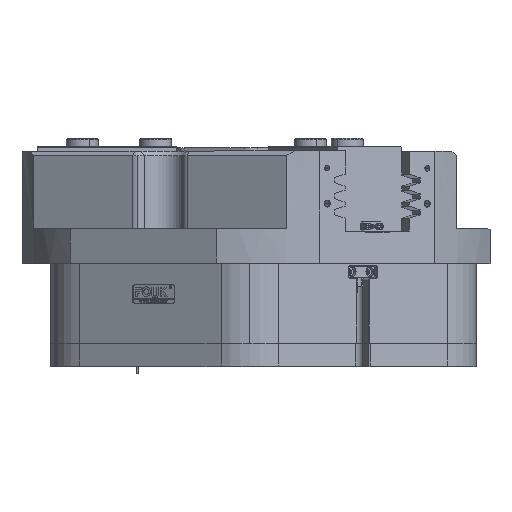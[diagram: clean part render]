
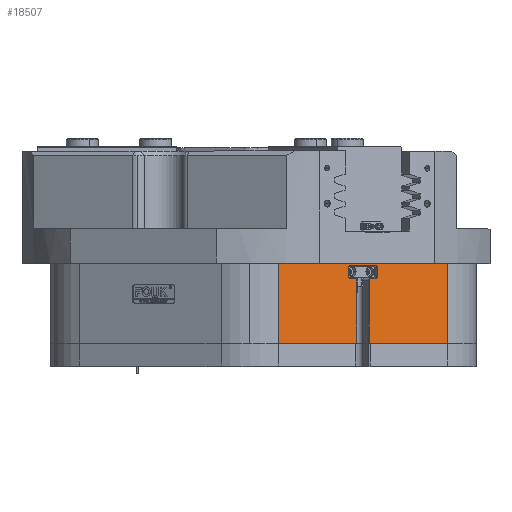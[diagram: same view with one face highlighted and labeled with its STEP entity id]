
A CAD part, top view. The second image highlights one B-rep face of the part: STEP entity #18507.
In plain terms, the highlighted planar face has unit normal (0.5, 0, 0.866).
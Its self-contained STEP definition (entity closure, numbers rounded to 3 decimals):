
#72 = CARTESIAN_POINT ( 'NONE',  ( 84.072, 56.7, 161.617 ) ) ;
#114 = DIRECTION ( 'NONE',  ( -0.866, 0., 0.5 ) ) ;
#203 = CARTESIAN_POINT ( 'NONE',  ( 103.817, 66., 150.217 ) ) ;
#325 = VERTEX_POINT ( 'NONE', #47317 ) ;
#367 = DIRECTION ( 'NONE',  ( 0., 1., 0. ) ) ;
#435 = ORIENTED_EDGE ( 'NONE', *, *, #10328, .T. ) ;
#529 = LINE ( 'NONE', #43113, #27617 ) ;
#638 = VECTOR ( 'NONE', #41903, 1000. ) ;
#735 = EDGE_CURVE ( 'NONE', #16474, #8980, #6238, .T. ) ;
#2266 = CARTESIAN_POINT ( 'NONE',  ( 364., 68.3, 0. ) ) ;
#2434 = ORIENTED_EDGE ( 'NONE', *, *, #23503, .F. ) ;
#2558 = VERTEX_POINT ( 'NONE', #31580 ) ;
#2562 = AXIS2_PLACEMENT_3D ( 'NONE', #7244, #29148, #7092 ) ;
#2655 = CARTESIAN_POINT ( 'NONE',  ( 96.456, 0., 154.467 ) ) ;
#3597 = CARTESIAN_POINT ( 'NONE',  ( 101.825, 66., 151.367 ) ) ;
#3882 = VECTOR ( 'NONE', #12528, 1000. ) ;
#3974 = LINE ( 'NONE', #18458, #17814 ) ;
#4228 = LINE ( 'NONE', #2655, #39893 ) ;
#4630 = CIRCLE ( 'NONE', #15560, 2.3 ) ;
#4647 = LINE ( 'NONE', #12511, #26539 ) ;
#4673 = DIRECTION ( 'NONE',  ( 0.866, 0., -0.5 ) ) ;
#4946 = CARTESIAN_POINT ( 'NONE',  ( 84.072, 55., 161.617 ) ) ;
#5986 = VERTEX_POINT ( 'NONE', #46968 ) ;
#6238 = CIRCLE ( 'NONE', #28628, 2.3 ) ;
#6497 = CARTESIAN_POINT ( 'NONE',  ( 97.928, 56.7, 153.617 ) ) ;
#7060 = VERTEX_POINT ( 'NONE', #38940 ) ;
#7092 = DIRECTION ( 'NONE',  ( 0.866, 0., -0.5 ) ) ;
#7146 = FACE_OUTER_BOUND ( 'NONE', #10863, .T. ) ;
#7244 = CARTESIAN_POINT ( 'NONE',  ( 80.175, 59., 163.867 ) ) ;
#8556 = DIRECTION ( 'NONE',  ( 0., -1., 0. ) ) ;
#8980 = VERTEX_POINT ( 'NONE', #31692 ) ;
#9120 = LINE ( 'NONE', #2266, #31535 ) ;
#9266 = DIRECTION ( 'NONE',  ( 0., -1., 0. ) ) ;
#9513 = CARTESIAN_POINT ( 'NONE',  ( 80.175, 66., 163.867 ) ) ;
#9819 = EDGE_CURVE ( 'NONE', #2558, #20649, #4228, .T. ) ;
#10091 = AXIS2_PLACEMENT_3D ( 'NONE', #4946, #42058, #27170 ) ;
#10202 = DIRECTION ( 'NONE',  ( -0.866, 0., 0.5 ) ) ;
#10295 = AXIS2_PLACEMENT_3D ( 'NONE', #11580, #15897, #4673 ) ;
#10328 = EDGE_CURVE ( 'NONE', #325, #7060, #18578, .T. ) ;
#10863 = EDGE_LOOP ( 'NONE', ( #28297, #33907, #28255, #40023, #28063, #21364, #435, #13196, #45580, #43046, #31080, #44613, #21473, #14124, #2434, #18209, #27563, #11728 ) ) ;
#10929 = LINE ( 'NONE', #21200, #11515 ) ;
#11515 = VECTOR ( 'NONE', #21361, 1000. ) ;
#11580 = CARTESIAN_POINT ( 'NONE',  ( 364., 70., 0. ) ) ;
#11728 = ORIENTED_EDGE ( 'NONE', *, *, #38345, .T. ) ;
#11739 = PLANE ( 'NONE',  #10295 ) ;
#12271 = VERTEX_POINT ( 'NONE', #16679 ) ;
#12511 = CARTESIAN_POINT ( 'NONE',  ( 85.544, 55., 160.767 ) ) ;
#12517 = LINE ( 'NONE', #31036, #3882 ) ;
#12528 = DIRECTION ( 'NONE',  ( -0.866, 0., 0.5 ) ) ;
#12540 = VERTEX_POINT ( 'NONE', #12627 ) ;
#12627 = CARTESIAN_POINT ( 'NONE',  ( 97.928, 56.7, 153.617 ) ) ;
#12689 = CARTESIAN_POINT ( 'NONE',  ( 101.825, 68.3, 151.367 ) ) ;
#13196 = ORIENTED_EDGE ( 'NONE', *, *, #39403, .T. ) ;
#13434 = AXIS2_PLACEMENT_3D ( 'NONE', #9513, #17199, #21117 ) ;
#14124 = ORIENTED_EDGE ( 'NONE', *, *, #9819, .T. ) ;
#14820 = DIRECTION ( 'NONE',  ( -0.5, 0., -0.866 ) ) ;
#14839 = VECTOR ( 'NONE', #367, 1000. ) ;
#14989 = DIRECTION ( 'NONE',  ( 0.866, 0., -0.5 ) ) ;
#15508 = LINE ( 'NONE', #22988, #30501 ) ;
#15560 = AXIS2_PLACEMENT_3D ( 'NONE', #3597, #14820, #14989 ) ;
#15897 = DIRECTION ( 'NONE',  ( 0.5, 0., 0.866 ) ) ;
#16474 = VERTEX_POINT ( 'NONE', #37083 ) ;
#16679 = CARTESIAN_POINT ( 'NONE',  ( 17., 70., 200.341 ) ) ;
#17040 = DIRECTION ( 'NONE',  ( 0.866, 0., -0.5 ) ) ;
#17043 = CARTESIAN_POINT ( 'NONE',  ( 97.928, 55., 153.617 ) ) ;
#17199 = DIRECTION ( 'NONE',  ( -0.5, 0., -0.866 ) ) ;
#17750 = CIRCLE ( 'NONE', #10091, 1.7 ) ;
#17814 = VECTOR ( 'NONE', #114, 1000. ) ;
#18209 = ORIENTED_EDGE ( 'NONE', *, *, #41517, .T. ) ;
#18458 = CARTESIAN_POINT ( 'NONE',  ( 364., 70., 0. ) ) ;
#18507 = ADVANCED_FACE ( 'NONE', ( #7146 ), #11739, .T. ) ;
#18578 = CIRCLE ( 'NONE', #13434, 2.3 ) ;
#18661 = VERTEX_POINT ( 'NONE', #12689 ) ;
#19491 = CARTESIAN_POINT ( 'NONE',  ( 96.456, 0., 154.467 ) ) ;
#20054 = VERTEX_POINT ( 'NONE', #33596 ) ;
#20528 = EDGE_CURVE ( 'NONE', #18661, #39090, #4630, .T. ) ;
#20649 = VERTEX_POINT ( 'NONE', #19491 ) ;
#21117 = DIRECTION ( 'NONE',  ( 0.866, 0., -0.5 ) ) ;
#21200 = CARTESIAN_POINT ( 'NONE',  ( 165., 70., 114.893 ) ) ;
#21361 = DIRECTION ( 'NONE',  ( 0., 1., 0. ) ) ;
#21364 = ORIENTED_EDGE ( 'NONE', *, *, #22261, .T. ) ;
#21473 = ORIENTED_EDGE ( 'NONE', *, *, #46243, .T. ) ;
#21629 = EDGE_CURVE ( 'NONE', #20054, #12271, #3974, .T. ) ;
#22261 = EDGE_CURVE ( 'NONE', #43019, #325, #32139, .T. ) ;
#22827 = CARTESIAN_POINT ( 'NONE',  ( 101.825, 59., 151.367 ) ) ;
#22988 = CARTESIAN_POINT ( 'NONE',  ( 17., 70., 200.341 ) ) ;
#23503 = EDGE_CURVE ( 'NONE', #42404, #20649, #12517, .T. ) ;
#23617 = VERTEX_POINT ( 'NONE', #39044 ) ;
#24244 = CIRCLE ( 'NONE', #2562, 2.3 ) ;
#24648 = DIRECTION ( 'NONE',  ( 0.5, 0., 0.866 ) ) ;
#25523 = VECTOR ( 'NONE', #10202, 1000. ) ;
#26539 = VECTOR ( 'NONE', #35039, 1000. ) ;
#26846 = DIRECTION ( 'NONE',  ( -0.5, 0., -0.866 ) ) ;
#27170 = DIRECTION ( 'NONE',  ( 0.866, 0., -0.5 ) ) ;
#27563 = ORIENTED_EDGE ( 'NONE', *, *, #21629, .T. ) ;
#27617 = VECTOR ( 'NONE', #43598, 1000. ) ;
#28063 = ORIENTED_EDGE ( 'NONE', *, *, #37435, .T. ) ;
#28255 = ORIENTED_EDGE ( 'NONE', *, *, #42917, .T. ) ;
#28297 = ORIENTED_EDGE ( 'NONE', *, *, #42057, .F. ) ;
#28628 = AXIS2_PLACEMENT_3D ( 'NONE', #22827, #26846, #44489 ) ;
#29148 = DIRECTION ( 'NONE',  ( -0.5, 0., -0.866 ) ) ;
#29789 = EDGE_CURVE ( 'NONE', #39090, #16474, #37269, .T. ) ;
#30017 = LINE ( 'NONE', #31169, #638 ) ;
#30463 = CARTESIAN_POINT ( 'NONE',  ( 78.183, 66., 165.017 ) ) ;
#30501 = VECTOR ( 'NONE', #46102, 1000. ) ;
#31032 = VERTEX_POINT ( 'NONE', #32274 ) ;
#31036 = CARTESIAN_POINT ( 'NONE',  ( 364., 0., 0. ) ) ;
#31080 = ORIENTED_EDGE ( 'NONE', *, *, #735, .T. ) ;
#31169 = CARTESIAN_POINT ( 'NONE',  ( 80.175, 56.7, 163.867 ) ) ;
#31535 = VECTOR ( 'NONE', #17040, 1000. ) ;
#31580 = CARTESIAN_POINT ( 'NONE',  ( 96.456, 55., 154.467 ) ) ;
#31692 = CARTESIAN_POINT ( 'NONE',  ( 101.825, 56.7, 151.367 ) ) ;
#31864 = DIRECTION ( 'NONE',  ( 0.866, 0., -0.5 ) ) ;
#32139 = LINE ( 'NONE', #30463, #14839 ) ;
#32274 = CARTESIAN_POINT ( 'NONE',  ( 85.544, 55., 160.767 ) ) ;
#32425 = LINE ( 'NONE', #6497, #25523 ) ;
#32820 = EDGE_CURVE ( 'NONE', #8980, #12540, #32425, .T. ) ;
#33596 = CARTESIAN_POINT ( 'NONE',  ( 165., 70., 114.893 ) ) ;
#33825 = VECTOR ( 'NONE', #8556, 1000. ) ;
#33907 = ORIENTED_EDGE ( 'NONE', *, *, #37486, .T. ) ;
#35039 = DIRECTION ( 'NONE',  ( 0., 1., 0. ) ) ;
#37083 = CARTESIAN_POINT ( 'NONE',  ( 103.817, 59., 150.217 ) ) ;
#37269 = LINE ( 'NONE', #41510, #33825 ) ;
#37435 = EDGE_CURVE ( 'NONE', #5986, #43019, #24244, .T. ) ;
#37486 = EDGE_CURVE ( 'NONE', #40529, #31032, #4647, .T. ) ;
#38345 = EDGE_CURVE ( 'NONE', #12271, #23617, #15508, .T. ) ;
#38940 = CARTESIAN_POINT ( 'NONE',  ( 80.175, 68.3, 163.867 ) ) ;
#39044 = CARTESIAN_POINT ( 'NONE',  ( 17., 0., 200.341 ) ) ;
#39090 = VERTEX_POINT ( 'NONE', #203 ) ;
#39403 = EDGE_CURVE ( 'NONE', #7060, #18661, #9120, .T. ) ;
#39893 = VECTOR ( 'NONE', #9266, 1000. ) ;
#40023 = ORIENTED_EDGE ( 'NONE', *, *, #41372, .T. ) ;
#40529 = VERTEX_POINT ( 'NONE', #42468 ) ;
#41372 = EDGE_CURVE ( 'NONE', #41707, #5986, #30017, .T. ) ;
#41510 = CARTESIAN_POINT ( 'NONE',  ( 103.817, 59., 150.217 ) ) ;
#41517 = EDGE_CURVE ( 'NONE', #42404, #20054, #10929, .T. ) ;
#41707 = VERTEX_POINT ( 'NONE', #72 ) ;
#41903 = DIRECTION ( 'NONE',  ( -0.866, 0., 0.5 ) ) ;
#42057 = EDGE_CURVE ( 'NONE', #40529, #23617, #529, .T. ) ;
#42058 = DIRECTION ( 'NONE',  ( 0.5, 0., 0.866 ) ) ;
#42365 = CARTESIAN_POINT ( 'NONE',  ( 78.183, 59., 165.017 ) ) ;
#42404 = VERTEX_POINT ( 'NONE', #43006 ) ;
#42468 = CARTESIAN_POINT ( 'NONE',  ( 85.544, 0., 160.767 ) ) ;
#42811 = AXIS2_PLACEMENT_3D ( 'NONE', #17043, #24648, #31864 ) ;
#42846 = CIRCLE ( 'NONE', #42811, 1.7 ) ;
#42917 = EDGE_CURVE ( 'NONE', #31032, #41707, #17750, .T. ) ;
#43006 = CARTESIAN_POINT ( 'NONE',  ( 165., 0., 114.893 ) ) ;
#43019 = VERTEX_POINT ( 'NONE', #42365 ) ;
#43046 = ORIENTED_EDGE ( 'NONE', *, *, #29789, .T. ) ;
#43113 = CARTESIAN_POINT ( 'NONE',  ( 364., 0., 0. ) ) ;
#43598 = DIRECTION ( 'NONE',  ( -0.866, 0., 0.5 ) ) ;
#44489 = DIRECTION ( 'NONE',  ( 0.866, 0., -0.5 ) ) ;
#44613 = ORIENTED_EDGE ( 'NONE', *, *, #32820, .T. ) ;
#45580 = ORIENTED_EDGE ( 'NONE', *, *, #20528, .T. ) ;
#46102 = DIRECTION ( 'NONE',  ( 0., -1., 0. ) ) ;
#46243 = EDGE_CURVE ( 'NONE', #12540, #2558, #42846, .T. ) ;
#46968 = CARTESIAN_POINT ( 'NONE',  ( 80.175, 56.7, 163.867 ) ) ;
#47317 = CARTESIAN_POINT ( 'NONE',  ( 78.183, 66., 165.017 ) ) ;
